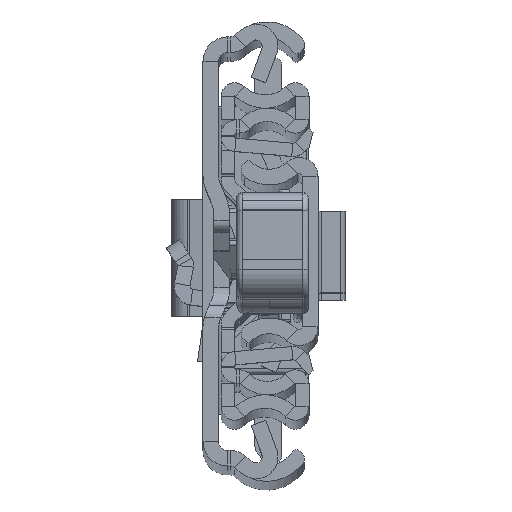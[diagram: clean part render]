
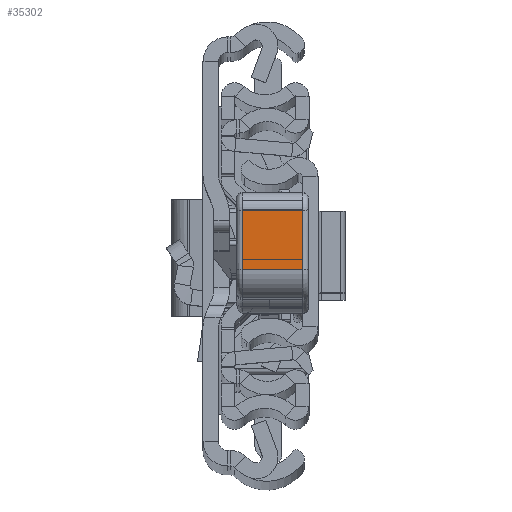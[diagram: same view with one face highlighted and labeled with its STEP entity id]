
A CAD part, top view. The second image highlights one B-rep face of the part: STEP entity #35302.
In plain terms, the highlighted face is planar.
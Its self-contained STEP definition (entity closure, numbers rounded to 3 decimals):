
#678 = LINE ( 'NONE', #29730, #21514 ) ;
#930 = ORIENTED_EDGE ( 'NONE', *, *, #7163, .F. ) ;
#1904 = CARTESIAN_POINT ( 'NONE',  ( 39.818, -2.465, 0. ) ) ;
#1918 = CARTESIAN_POINT ( 'NONE',  ( 39.55, -12.274, -10. ) ) ;
#2751 = LINE ( 'NONE', #20256, #12227 ) ;
#3020 = PLANE ( 'NONE',  #6419 ) ;
#3574 = CARTESIAN_POINT ( 'NONE',  ( 39.818, -2.465, -10. ) ) ;
#6081 = EDGE_LOOP ( 'NONE', ( #37268, #930, #19910, #30138 ) ) ;
#6419 = AXIS2_PLACEMENT_3D ( 'NONE', #11899, #20320, #17835 ) ;
#7163 = EDGE_CURVE ( 'NONE', #16347, #31813, #11349, .T. ) ;
#7285 = EDGE_CURVE ( 'NONE', #13522, #13501, #678, .T. ) ;
#9129 = DIRECTION ( 'NONE',  ( 0., 0., -1. ) ) ;
#10477 = EDGE_CURVE ( 'NONE', #31813, #13522, #27671, .T. ) ;
#11349 = LINE ( 'NONE', #23010, #16616 ) ;
#11899 = CARTESIAN_POINT ( 'NONE',  ( 39.55, -12.274, -11. ) ) ;
#12227 = VECTOR ( 'NONE', #9129, 1000. ) ;
#13501 = VERTEX_POINT ( 'NONE', #1904 ) ;
#13522 = VERTEX_POINT ( 'NONE', #16752 ) ;
#13699 = CARTESIAN_POINT ( 'NONE',  ( 39.55, -12.274, -11. ) ) ;
#15491 = EDGE_CURVE ( 'NONE', #13501, #16347, #2751, .T. ) ;
#16347 = VERTEX_POINT ( 'NONE', #3574 ) ;
#16616 = VECTOR ( 'NONE', #37434, 1000. ) ;
#16752 = CARTESIAN_POINT ( 'NONE',  ( 39.55, -12.274, 0. ) ) ;
#17835 = DIRECTION ( 'NONE',  ( -0.027, -1., 0. ) ) ;
#19910 = ORIENTED_EDGE ( 'NONE', *, *, #15491, .F. ) ;
#20256 = CARTESIAN_POINT ( 'NONE',  ( 39.818, -2.465, -11. ) ) ;
#20320 = DIRECTION ( 'NONE',  ( -1., 0.027, 0. ) ) ;
#20526 = DIRECTION ( 'NONE',  ( 0.027, 1., 0. ) ) ;
#21514 = VECTOR ( 'NONE', #20526, 1000. ) ;
#22329 = VECTOR ( 'NONE', #36883, 1000. ) ;
#23010 = CARTESIAN_POINT ( 'NONE',  ( 39.55, -12.274, -10. ) ) ;
#27671 = LINE ( 'NONE', #13699, #22329 ) ;
#29730 = CARTESIAN_POINT ( 'NONE',  ( 39.55, -12.274, 0. ) ) ;
#30138 = ORIENTED_EDGE ( 'NONE', *, *, #7285, .F. ) ;
#31813 = VERTEX_POINT ( 'NONE', #1918 ) ;
#35302 = ADVANCED_FACE ( 'NONE', ( #35692 ), #3020, .F. ) ;
#35692 = FACE_OUTER_BOUND ( 'NONE', #6081, .T. ) ;
#36883 = DIRECTION ( 'NONE',  ( 0., 0., 1. ) ) ;
#37268 = ORIENTED_EDGE ( 'NONE', *, *, #10477, .F. ) ;
#37434 = DIRECTION ( 'NONE',  ( -0.027, -1., 0. ) ) ;
